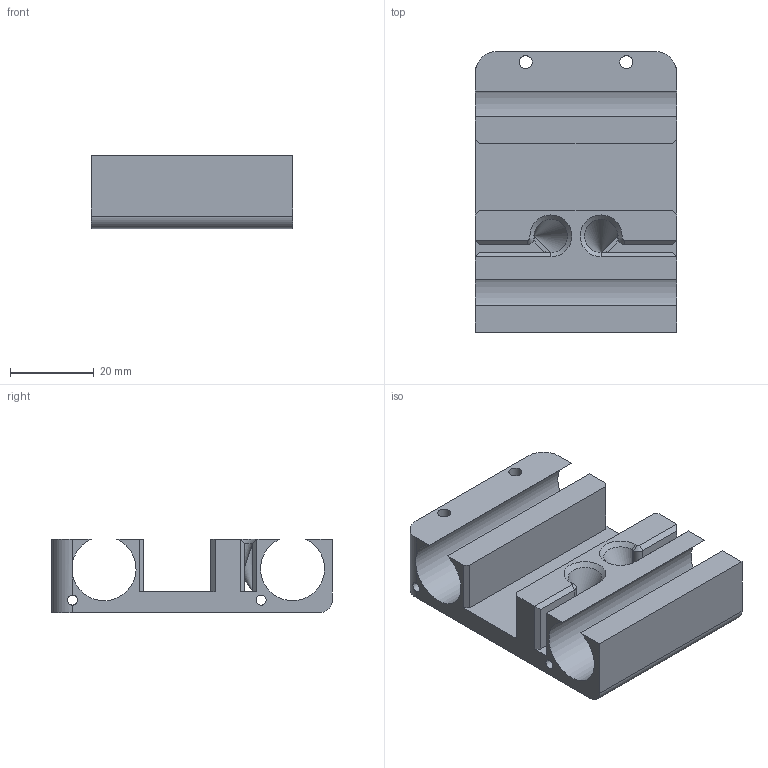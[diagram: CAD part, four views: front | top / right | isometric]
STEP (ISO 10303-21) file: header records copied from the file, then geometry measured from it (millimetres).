
FILE_DESCRIPTION(('FreeCAD Model'),'2;1');
FILE_NAME('Open CASCADE Shape Model','2023-03-03T18:28:01',('Author'),( ''),'Open CASCADE STEP processor 7.5','FreeCAD','Unknown');
FILE_SCHEMA(('AUTOMOTIVE_DESIGN { 1 0 10303 214 1 1 1 1 }'));
Length unit declared in the file: millimetre
Products named in the file (1): carriage
Bounding box: 48 x 67 x 17.5 mm (x, y, z)
Surface area: 15889.6 mm2 (no closed solid volume)
Topology: 0 solids, 1 shells, 63 faces, 190 edges, 127 vertices
Faces by surface type: plane 42, cylinder 17, cone 4
Full cylindrical faces by diameter (mm): 2.4 x2, 3.1 x4, 8 x2
Entity records: 5944 total; most frequent: CARTESIAN_POINT 2299, DIRECTION 635, LINE 393, VECTOR 393, ORIENTED_EDGE 378, PCURVE 378, DEFINITIONAL_REPRESENTATION 378, EDGE_CURVE 189
